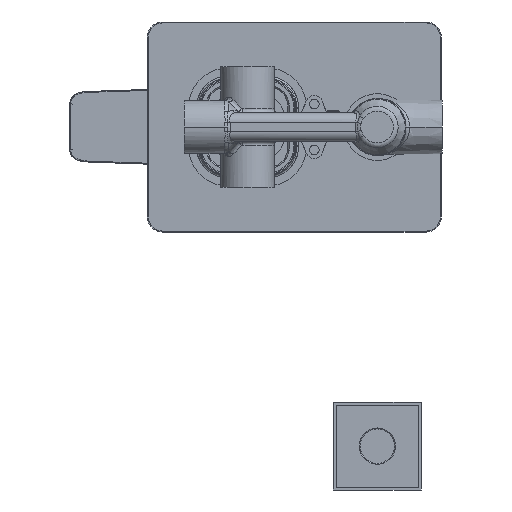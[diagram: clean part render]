
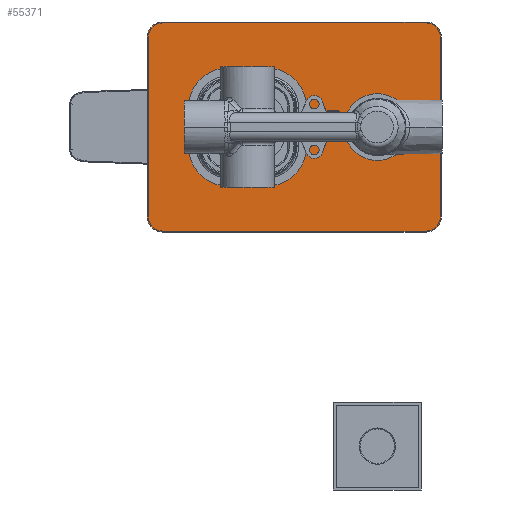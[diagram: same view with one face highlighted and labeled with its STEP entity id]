
A CAD part, front view. The second image highlights one B-rep face of the part: STEP entity #55371.
In plain terms, the highlighted face is planar.
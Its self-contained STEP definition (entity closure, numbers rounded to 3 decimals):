
#54940=CARTESIAN_POINT('',(218.765,3221.551,63.185));
#54941=DIRECTION('',(1.,0.,0.));
#54942=DIRECTION('',(0.,1.,0.));
#54943=AXIS2_PLACEMENT_3D('',#54940,#54941,#54942);
#54945=CARTESIAN_POINT('',(218.765,3221.551,
-74.815));
#54946=DIRECTION('',(1.,0.,0.));
#54947=DIRECTION('',(0.,0.,-1.));
#54948=AXIS2_PLACEMENT_3D('',#54945,#54946,#54947);
#54950=CARTESIAN_POINT('',(218.765,3127.551,
-74.815));
#54951=DIRECTION('',(1.,0.,0.));
#54952=DIRECTION('',(0.,-1.,0.));
#54953=AXIS2_PLACEMENT_3D('',#54950,#54951,#54952);
#54955=CARTESIAN_POINT('',(218.765,3127.551,63.185));
#54956=DIRECTION('',(1.,0.,0.));
#54957=DIRECTION('',(0.,0.,1.));
#54958=AXIS2_PLACEMENT_3D('',#54955,#54956,#54957);
#54960=CARTESIAN_POINT('',(218.765,3174.551,37.685));
#54961=DIRECTION('',(1.,0.,0.));
#54962=DIRECTION('',(0.,1.,0.));
#54963=AXIS2_PLACEMENT_3D('',#54960,#54961,#54962);
#54965=CARTESIAN_POINT('',(218.765,3174.551,37.685));
#54966=DIRECTION('',(1.,0.,0.));
#54967=DIRECTION('',(0.,-1.,0.));
#54968=AXIS2_PLACEMENT_3D('',#54965,#54966,#54967);
#54970=CARTESIAN_POINT('',(218.765,3185.801,
-19.065));
#54971=DIRECTION('',(1.,0.,0.));
#54972=DIRECTION('',(0.,1.,0.));
#54973=AXIS2_PLACEMENT_3D('',#54970,#54971,#54972);
#54975=DIRECTION('',(0.,-1.,0.));
#54976=VECTOR('',#54975,22.5);
#54977=CARTESIAN_POINT('',(218.765,3185.801,
-9.065));
#54978=LINE('',#54977,#54976);
#54979=CARTESIAN_POINT('',(218.765,3163.301,
-19.065));
#54980=DIRECTION('',(1.,0.,0.));
#54981=DIRECTION('',(0.,0.,1.));
#54982=AXIS2_PLACEMENT_3D('',#54979,#54980,#54981);
#54984=DIRECTION('',(0.,0.,-1.));
#54985=VECTOR('',#54984,22.5);
#54986=CARTESIAN_POINT('',(218.765,3153.301,
-19.065));
#54987=LINE('',#54986,#54985);
#54988=CARTESIAN_POINT('',(218.765,3163.301,
-41.565));
#54989=DIRECTION('',(1.,0.,0.));
#54990=DIRECTION('',(0.,-1.,0.));
#54991=AXIS2_PLACEMENT_3D('',#54988,#54989,#54990);
#54993=DIRECTION('',(0.,1.,0.));
#54994=VECTOR('',#54993,22.5);
#54995=CARTESIAN_POINT('',(218.765,3163.301,
-51.565));
#54996=LINE('',#54995,#54994);
#54997=CARTESIAN_POINT('',(218.765,3185.801,
-41.565));
#54998=DIRECTION('',(1.,0.,0.));
#54999=DIRECTION('',(0.,0.,-1.));
#55000=AXIS2_PLACEMENT_3D('',#54997,#54998,#54999);
#55002=DIRECTION('',(0.,0.,1.));
#55003=VECTOR('',#55002,22.5);
#55004=CARTESIAN_POINT('',(218.765,3195.801,
-41.565));
#55005=LINE('',#55004,#55003);
#55010=DIRECTION('',(0.,1.,0.));
#55011=VECTOR('',#55010,94.);
#55012=CARTESIAN_POINT('',(218.765,3127.551,71.185));
#55013=LINE('',#55012,#55011);
#55071=DIRECTION('',(0.,0.,1.));
#55072=VECTOR('',#55071,138.);
#55073=CARTESIAN_POINT('',(218.765,3119.551,
-74.815));
#55074=LINE('',#55073,#55072);
#55092=DIRECTION('',(0.,-1.,0.));
#55093=VECTOR('',#55092,94.);
#55094=CARTESIAN_POINT('',(218.765,3221.551,
-82.815));
#55095=LINE('',#55094,#55093);
#55113=DIRECTION('',(0.,0.,-1.));
#55114=VECTOR('',#55113,138.);
#55115=CARTESIAN_POINT('',(218.765,3229.551,63.185));
#55116=LINE('',#55115,#55114);
#55162=CARTESIAN_POINT('',(218.765,3127.551,71.185));
#55163=CARTESIAN_POINT('',(218.765,3221.551,71.185));
#55164=VERTEX_POINT('',#55162);
#55165=VERTEX_POINT('',#55163);
#55166=CARTESIAN_POINT('',(218.765,3229.551,63.185));
#55167=VERTEX_POINT('',#55166);
#55168=CARTESIAN_POINT('',(218.765,3229.551,
-74.815));
#55169=VERTEX_POINT('',#55168);
#55170=CARTESIAN_POINT('',(218.765,3221.551,
-82.815));
#55171=VERTEX_POINT('',#55170);
#55172=CARTESIAN_POINT('',(218.765,3127.551,
-82.815));
#55173=VERTEX_POINT('',#55172);
#55174=CARTESIAN_POINT('',(218.765,3119.551,
-74.815));
#55175=VERTEX_POINT('',#55174);
#55176=CARTESIAN_POINT('',(218.765,3119.551,63.185));
#55177=VERTEX_POINT('',#55176);
#55182=CARTESIAN_POINT('',(218.765,3184.551,37.685));
#55183=CARTESIAN_POINT('',(218.765,3164.551,37.685));
#55184=VERTEX_POINT('',#55182);
#55185=VERTEX_POINT('',#55183);
#55234=CARTESIAN_POINT('',(218.765,3195.801,
-19.065));
#55235=CARTESIAN_POINT('',(218.765,3185.801,
-9.065));
#55236=VERTEX_POINT('',#55234);
#55237=VERTEX_POINT('',#55235);
#55238=CARTESIAN_POINT('',(218.765,3163.301,
-9.065));
#55239=VERTEX_POINT('',#55238);
#55240=CARTESIAN_POINT('',(218.765,3153.301,
-19.065));
#55241=VERTEX_POINT('',#55240);
#55242=CARTESIAN_POINT('',(218.765,3153.301,
-41.565));
#55243=VERTEX_POINT('',#55242);
#55244=CARTESIAN_POINT('',(218.765,3163.301,
-51.565));
#55245=VERTEX_POINT('',#55244);
#55246=CARTESIAN_POINT('',(218.765,3185.801,
-51.565));
#55247=VERTEX_POINT('',#55246);
#55248=CARTESIAN_POINT('',(218.765,3195.801,
-41.565));
#55249=VERTEX_POINT('',#55248);
#55326=CARTESIAN_POINT('',(218.765,3108.316,
-98.45));
#55327=DIRECTION('',(1.,0.,0.));
#55328=DIRECTION('',(0.,1.,0.));
#55329=AXIS2_PLACEMENT_3D('',#55326,#55327,#55328);
#55330=PLANE('',#55329);
#55332=ORIENTED_EDGE('',*,*,#55331,.T.);
#55334=ORIENTED_EDGE('',*,*,#55333,.F.);
#55336=ORIENTED_EDGE('',*,*,#55335,.T.);
#55338=ORIENTED_EDGE('',*,*,#55337,.F.);
#55340=ORIENTED_EDGE('',*,*,#55339,.T.);
#55342=ORIENTED_EDGE('',*,*,#55341,.F.);
#55344=ORIENTED_EDGE('',*,*,#55343,.T.);
#55346=ORIENTED_EDGE('',*,*,#55345,.F.);
#55347=EDGE_LOOP('',(#55332,#55334,#55336,#55338,#55340,#55342,#55344,#55346));
#55348=FACE_OUTER_BOUND('',#55347,.F.);
#55349=ORIENTED_EDGE('',*,*,#55306,.T.);
#55350=ORIENTED_EDGE('',*,*,#55320,.T.);
#55351=EDGE_LOOP('',(#55349,#55350));
#55352=FACE_BOUND('',#55351,.F.);
#55354=ORIENTED_EDGE('',*,*,#55353,.T.);
#55356=ORIENTED_EDGE('',*,*,#55355,.T.);
#55358=ORIENTED_EDGE('',*,*,#55357,.T.);
#55360=ORIENTED_EDGE('',*,*,#55359,.T.);
#55362=ORIENTED_EDGE('',*,*,#55361,.T.);
#55364=ORIENTED_EDGE('',*,*,#55363,.T.);
#55366=ORIENTED_EDGE('',*,*,#55365,.T.);
#55368=ORIENTED_EDGE('',*,*,#55367,.T.);
#55369=EDGE_LOOP('',(#55354,#55356,#55358,#55360,#55362,#55364,#55366,#55368));
#55370=FACE_BOUND('',#55369,.F.);
#55371=ADVANCED_FACE('',(#55348,#55352,#55370),#55330,.T.);
#54944=CIRCLE('',#54943,8.);
#54949=CIRCLE('',#54948,8.);
#54954=CIRCLE('',#54953,8.);
#54959=CIRCLE('',#54958,8.);
#54964=CIRCLE('',#54963,10.);
#54969=CIRCLE('',#54968,10.);
#54974=CIRCLE('',#54973,10.);
#54983=CIRCLE('',#54982,10.);
#54992=CIRCLE('',#54991,10.);
#55001=CIRCLE('',#55000,10.);
#55306=EDGE_CURVE('',#55184,#55185,#54964,.T.);
#55320=EDGE_CURVE('',#55185,#55184,#54969,.T.);
#55331=EDGE_CURVE('',#55164,#55165,#55013,.T.);
#55333=EDGE_CURVE('',#55167,#55165,#54944,.T.);
#55335=EDGE_CURVE('',#55167,#55169,#55116,.T.);
#55337=EDGE_CURVE('',#55171,#55169,#54949,.T.);
#55339=EDGE_CURVE('',#55171,#55173,#55095,.T.);
#55341=EDGE_CURVE('',#55175,#55173,#54954,.T.);
#55343=EDGE_CURVE('',#55175,#55177,#55074,.T.);
#55345=EDGE_CURVE('',#55164,#55177,#54959,.T.);
#55353=EDGE_CURVE('',#55236,#55237,#54974,.T.);
#55355=EDGE_CURVE('',#55237,#55239,#54978,.T.);
#55357=EDGE_CURVE('',#55239,#55241,#54983,.T.);
#55359=EDGE_CURVE('',#55241,#55243,#54987,.T.);
#55361=EDGE_CURVE('',#55243,#55245,#54992,.T.);
#55363=EDGE_CURVE('',#55245,#55247,#54996,.T.);
#55365=EDGE_CURVE('',#55247,#55249,#55001,.T.);
#55367=EDGE_CURVE('',#55249,#55236,#55005,.T.);
